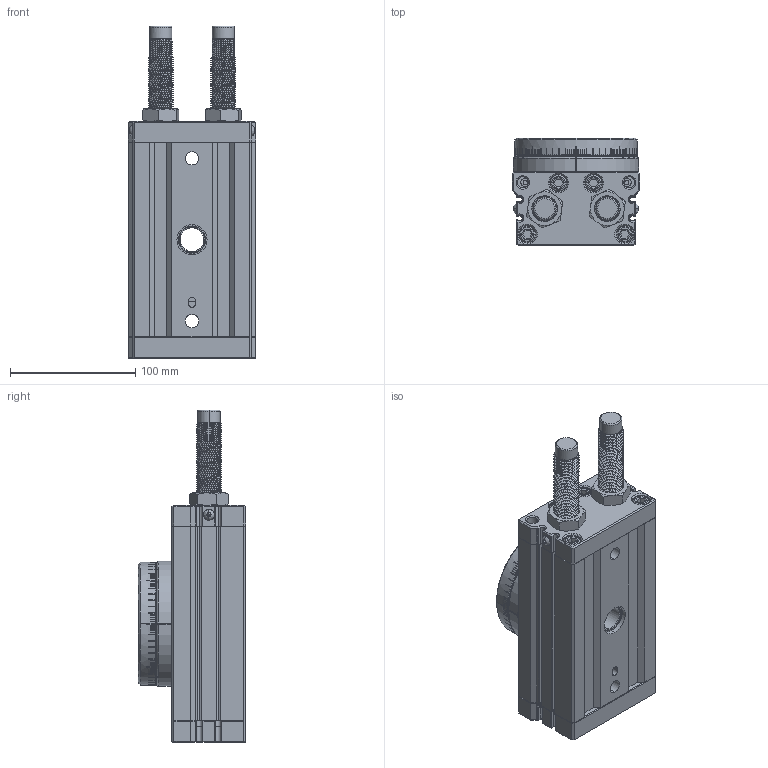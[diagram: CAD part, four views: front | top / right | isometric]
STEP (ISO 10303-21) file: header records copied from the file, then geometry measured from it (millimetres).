
FILE_DESCRIPTION (( 'STEP AP203' ), '1' );
FILE_NAME ('CRM100R.STEP', '2019-09-19T01:26:20', ( 'user' ), ( '' ), 'SwSTEP 2.0', 'SolidWorks 2014', '' );
FILE_SCHEMA (( 'CONFIG_CONTROL_DESIGN' ));
Products named in the file (1): CRM100R
Bounding box: 102 x 86 x 265.2 mm (x, y, z)
Surface area: 157446.4 mm2 (no closed solid volume)
Topology: 0 solids, 38 shells, 1035 faces, 3605 edges, 2482 vertices
Faces by surface type: plane 535, cylinder 237, bspline 104, cone 92, torus 63, sphere 4
Entity records: 170571 total; most frequent: CARTESIAN_POINT 141783, ORIENTED_EDGE 5916, DIRECTION 5436, EDGE_CURVE 3605, VERTEX_POINT 2482, AXIS2_PLACEMENT_3D 1864, VECTOR 1708, LINE 1708
